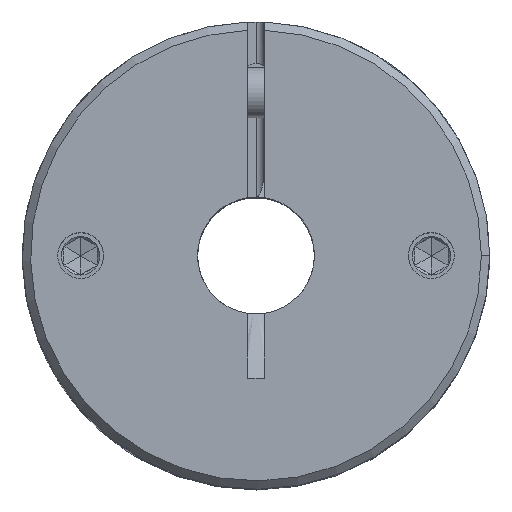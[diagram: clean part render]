
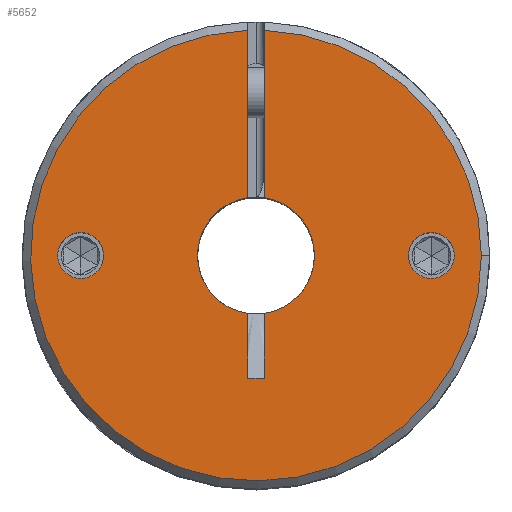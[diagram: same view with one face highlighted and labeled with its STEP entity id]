
A CAD part, top view. The second image highlights one B-rep face of the part: STEP entity #5652.
In plain terms, the highlighted planar face has unit normal (0, 0, 1).
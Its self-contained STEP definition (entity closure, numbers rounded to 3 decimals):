
#601=CARTESIAN_POINT('',(0.,0.,26.3));
#602=DIRECTION('',(0.,0.,1.));
#603=DIRECTION('',(1.,0.,0.));
#604=AXIS2_PLACEMENT_3D('',#601,#602,#603);
#618=CARTESIAN_POINT('',(0.,0.,26.3));
#619=DIRECTION('',(0.,0.,1.));
#620=DIRECTION('',(1.,0.,0.));
#621=AXIS2_PLACEMENT_3D('',#618,#619,#620);
#623=DIRECTION('',(0.,1.,0.));
#624=VECTOR('',#623,20.053);
#625=CARTESIAN_POINT('',(1.,6.928,26.3));
#626=LINE('',#625,#624);
#627=DIRECTION('',(0.,1.,0.));
#628=VECTOR('',#627,20.053);
#629=CARTESIAN_POINT('',(-1.,6.928,26.3));
#630=LINE('',#629,#628);
#631=DIRECTION('',(0.,1.,0.));
#632=VECTOR('',#631,7.779);
#633=CARTESIAN_POINT('',(-1.,-14.707,26.3));
#634=LINE('',#633,#632);
#635=DIRECTION('',(1.,0.,0.));
#636=VECTOR('',#635,2.);
#637=CARTESIAN_POINT('',(-1.,-14.707,26.3));
#638=LINE('',#637,#636);
#639=DIRECTION('',(0.,1.,0.));
#640=VECTOR('',#639,7.779);
#641=CARTESIAN_POINT('',(1.,-14.707,26.3));
#642=LINE('',#641,#640);
#643=CARTESIAN_POINT('',(0.,0.,26.3));
#644=DIRECTION('',(0.,0.,1.));
#645=DIRECTION('',(0.143,-0.99,0.));
#646=AXIS2_PLACEMENT_3D('',#643,#644,#645);
#648=CARTESIAN_POINT('',(-21.,0.,26.3));
#649=DIRECTION('',(0.,0.,-1.));
#650=DIRECTION('',(-1.,0.,0.));
#651=AXIS2_PLACEMENT_3D('',#648,#649,#650);
#653=CARTESIAN_POINT('',(-21.,0.,26.3));
#654=DIRECTION('',(0.,0.,-1.));
#655=DIRECTION('',(1.,0.,0.));
#656=AXIS2_PLACEMENT_3D('',#653,#654,#655);
#658=CARTESIAN_POINT('',(21.,0.,26.3));
#659=DIRECTION('',(0.,0.,-1.));
#660=DIRECTION('',(-1.,0.,0.));
#661=AXIS2_PLACEMENT_3D('',#658,#659,#660);
#663=CARTESIAN_POINT('',(21.,0.,26.3));
#664=DIRECTION('',(0.,0.,-1.));
#665=DIRECTION('',(1.,0.,0.));
#666=AXIS2_PLACEMENT_3D('',#663,#664,#665);
#680=CARTESIAN_POINT('',(0.,0.,26.3));
#681=DIRECTION('',(0.,0.,1.));
#682=DIRECTION('',(-0.037,0.999,0.));
#683=AXIS2_PLACEMENT_3D('',#680,#681,#682);
#728=CARTESIAN_POINT('',(0.,0.,26.3));
#729=DIRECTION('',(0.,0.,-1.));
#730=DIRECTION('',(-0.143,-0.99,0.));
#731=AXIS2_PLACEMENT_3D('',#728,#729,#730);
#4454=CARTESIAN_POINT('',(-23.75,0.,26.3));
#4455=CARTESIAN_POINT('',(-18.25,0.,26.3));
#4456=VERTEX_POINT('',#4454);
#4457=VERTEX_POINT('',#4455);
#4476=CARTESIAN_POINT('',(-1.,-14.707,26.3));
#4477=CARTESIAN_POINT('',(1.,-14.707,26.3));
#4478=VERTEX_POINT('',#4476);
#4479=VERTEX_POINT('',#4477);
#4482=CARTESIAN_POINT('',(27.,0.,26.3));
#4483=CARTESIAN_POINT('',(1.,26.981,26.3));
#4484=VERTEX_POINT('',#4482);
#4485=VERTEX_POINT('',#4483);
#4490=CARTESIAN_POINT('',(-1.,26.981,26.3));
#4491=VERTEX_POINT('',#4490);
#4492=CARTESIAN_POINT('',(18.25,0.,26.3));
#4493=CARTESIAN_POINT('',(23.75,0.,26.3));
#4494=VERTEX_POINT('',#4492);
#4495=VERTEX_POINT('',#4493);
#4602=CARTESIAN_POINT('',(7.,0.,26.3));
#4603=CARTESIAN_POINT('',(1.,6.928,26.3));
#4604=VERTEX_POINT('',#4602);
#4605=VERTEX_POINT('',#4603);
#4606=CARTESIAN_POINT('',(1.,-6.928,26.3));
#4607=VERTEX_POINT('',#4606);
#4617=CARTESIAN_POINT('',(-1.,6.928,26.3));
#4619=VERTEX_POINT('',#4617);
#4621=CARTESIAN_POINT('',(-1.,-6.928,26.3));
#4623=VERTEX_POINT('',#4621);
#5616=CARTESIAN_POINT('',(0.,0.,26.3));
#5617=DIRECTION('',(0.,0.,1.));
#5618=DIRECTION('',(1.,0.,0.));
#5619=AXIS2_PLACEMENT_3D('',#5616,#5617,#5618);
#5620=PLANE('',#5619);
#5621=ORIENTED_EDGE('',*,*,#5439,.T.);
#5622=ORIENTED_EDGE('',*,*,#5547,.T.);
#5623=ORIENTED_EDGE('',*,*,#5607,.F.);
#5625=ORIENTED_EDGE('',*,*,#5624,.F.);
#5627=ORIENTED_EDGE('',*,*,#5626,.F.);
#5629=ORIENTED_EDGE('',*,*,#5628,.F.);
#5631=ORIENTED_EDGE('',*,*,#5630,.F.);
#5633=ORIENTED_EDGE('',*,*,#5632,.T.);
#5635=ORIENTED_EDGE('',*,*,#5634,.T.);
#5637=ORIENTED_EDGE('',*,*,#5636,.T.);
#5638=EDGE_LOOP('',(#5621,#5622,#5623,#5625,#5627,#5629,#5631,#5633,#5635,
#5637));
#5639=FACE_OUTER_BOUND('',#5638,.F.);
#5641=ORIENTED_EDGE('',*,*,#5640,.F.);
#5643=ORIENTED_EDGE('',*,*,#5642,.F.);
#5644=EDGE_LOOP('',(#5641,#5643));
#5645=FACE_BOUND('',#5644,.F.);
#5647=ORIENTED_EDGE('',*,*,#5646,.F.);
#5649=ORIENTED_EDGE('',*,*,#5648,.F.);
#5650=EDGE_LOOP('',(#5647,#5649));
#5651=FACE_BOUND('',#5650,.F.);
#5652=ADVANCED_FACE('',(#5639,#5645,#5651),#5620,.T.);
#605=CIRCLE('',#604,27.);
#622=CIRCLE('',#621,7.);
#647=CIRCLE('',#646,7.);
#652=CIRCLE('',#651,2.75);
#657=CIRCLE('',#656,2.75);
#662=CIRCLE('',#661,2.75);
#667=CIRCLE('',#666,2.75);
#684=CIRCLE('',#683,27.);
#732=CIRCLE('',#731,7.);
#5439=EDGE_CURVE('',#4604,#4605,#622,.T.);
#5547=EDGE_CURVE('',#4605,#4485,#626,.T.);
#5607=EDGE_CURVE('',#4484,#4485,#605,.T.);
#5624=EDGE_CURVE('',#4491,#4484,#684,.T.);
#5626=EDGE_CURVE('',#4619,#4491,#630,.T.);
#5628=EDGE_CURVE('',#4623,#4619,#732,.T.);
#5630=EDGE_CURVE('',#4478,#4623,#634,.T.);
#5632=EDGE_CURVE('',#4478,#4479,#638,.T.);
#5634=EDGE_CURVE('',#4479,#4607,#642,.T.);
#5636=EDGE_CURVE('',#4607,#4604,#647,.T.);
#5640=EDGE_CURVE('',#4456,#4457,#652,.T.);
#5642=EDGE_CURVE('',#4457,#4456,#657,.T.);
#5646=EDGE_CURVE('',#4494,#4495,#662,.T.);
#5648=EDGE_CURVE('',#4495,#4494,#667,.T.);
